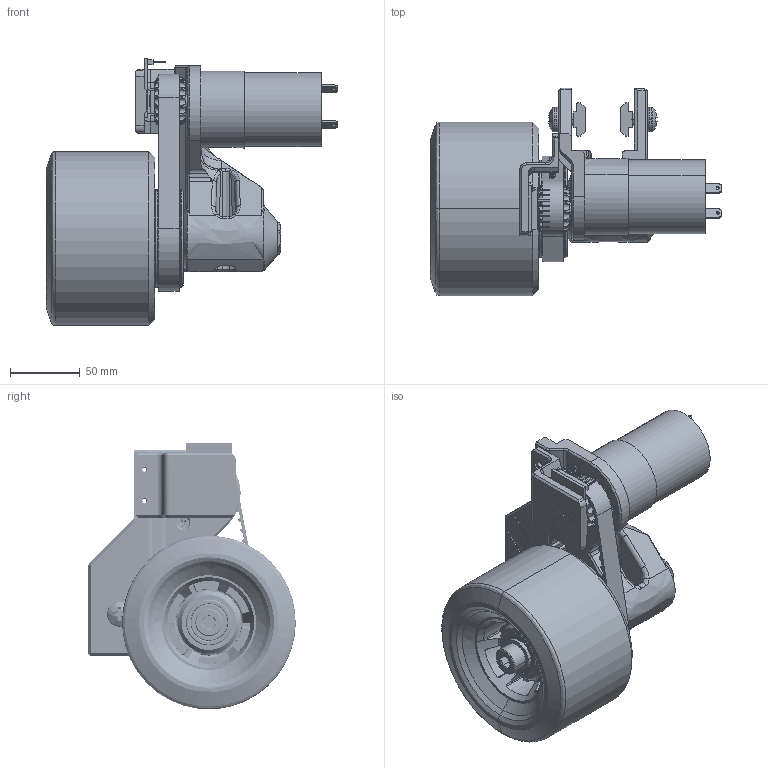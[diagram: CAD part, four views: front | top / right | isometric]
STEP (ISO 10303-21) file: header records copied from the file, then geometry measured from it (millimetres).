
FILE_DESCRIPTION(('FreeCAD Model'),'2;1');
FILE_NAME('Open CASCADE Shape Model','2025-05-02T09:17:18',('FreeCAD'),( 'FreeCAD'),'Open CASCADE STEP processor 7.6','FreeCAD','Unknown');
FILE_SCHEMA(('AUTOMOTIVE_DESIGN { 1 0 10303 214 1 1 1 1 }'));
Products named in the file (1): Open CASCADE STEP translator 7.6 1
Bounding box: 209.32 x 148.77 x 191.33 mm (x, y, z)
Volume: 1370311.8 mm3; surface area: 259617.3 mm2
Topology: 36 solids, 36 shells, 3924 faces, 10911 edges, 7239 vertices
Faces by surface type: bspline 3924
Entity records: 176822 total; most frequent: CARTESIAN_POINT 114153, ORIENTED_EDGE 21788, EDGE_CURVE 10894, B_SPLINE_CURVE_WITH_KNOTS 8014, VERTEX_POINT 7239, FACE_BOUND 4217, EDGE_LOOP 4217, ADVANCED_FACE 3924
